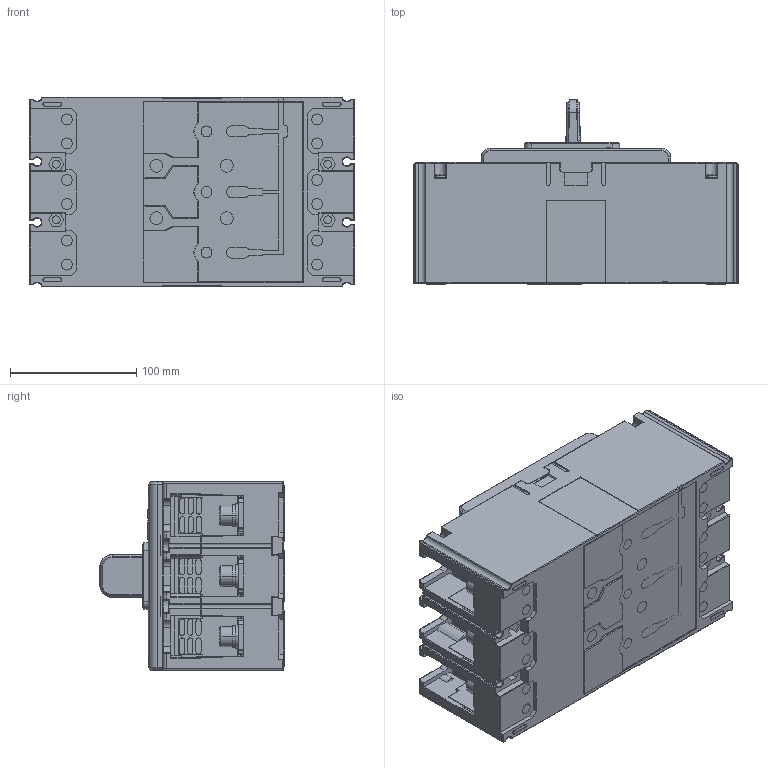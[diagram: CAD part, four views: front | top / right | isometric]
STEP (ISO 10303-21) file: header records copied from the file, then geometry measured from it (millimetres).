
FILE_DESCRIPTION((''),'2;1');
FILE_NAME('2256020300_SW0001','2024-07-31T',('shuanglong.wu'),(''),'PRO/ENGINEER BY PARAMETRIC TECHNOLOGY CORPORATION, 2015440','PRO/ENGINEER BY PARAMETRIC TECHNOLOGY CORPORATION, 2015440','');
FILE_SCHEMA(('CONFIG_CONTROL_DESIGN'));
Products named in the file (1): 2256020300_SW0001
Bounding box: 257 x 145.9 x 150 mm (x, y, z)
Volume: 2810942.9 mm3; surface area: 467352.1 mm2
Topology: 3 solids, 23 shells, 3879 faces, 10219 edges, 6481 vertices
Faces by surface type: plane 2383, cylinder 1058, torus 125, extrusion 122, sphere 81, cone 73, bspline 37
Entity records: 126359 total; most frequent: CARTESIAN_POINT 29847, ORIENTED_EDGE 20438, DIRECTION 19587, EDGE_CURVE 10219, VECTOR 7341, LINE 7219, VERTEX_POINT 6481, AXIS2_PLACEMENT_3D 6123
